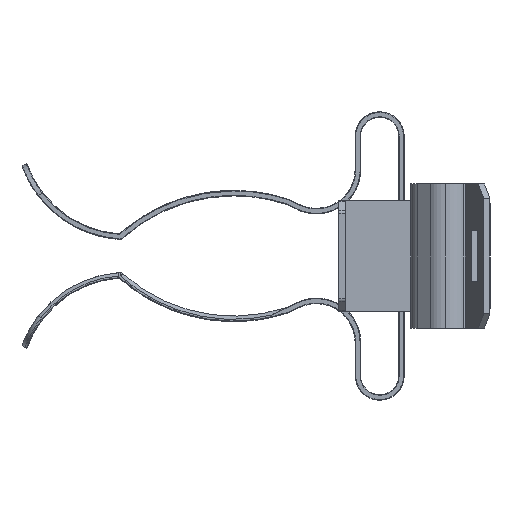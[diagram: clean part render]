
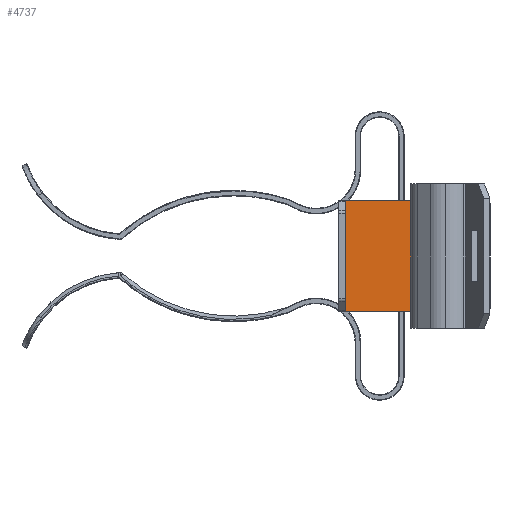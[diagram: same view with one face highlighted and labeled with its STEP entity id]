
A CAD part, left-side view. The second image highlights one B-rep face of the part: STEP entity #4737.
In plain terms, the highlighted face is planar.
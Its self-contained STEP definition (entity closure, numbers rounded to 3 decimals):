
#247 = DIRECTION ( 'NONE',  ( 1., 0., 0. ) ) ;
#497 = LINE ( 'NONE', #14299, #13430 ) ;
#1663 = VERTEX_POINT ( 'NONE', #10678 ) ;
#1779 = DIRECTION ( 'NONE',  ( 0., 1., 0. ) ) ;
#1817 = VECTOR ( 'NONE', #12135, 1000. ) ;
#1850 = DIRECTION ( 'NONE',  ( 0., 1., 0. ) ) ;
#2376 = AXIS2_PLACEMENT_3D ( 'NONE', #4691, #247, #1779 ) ;
#3290 = EDGE_LOOP ( 'NONE', ( #7642, #13228, #14292, #12339 ) ) ;
#4691 = CARTESIAN_POINT ( 'NONE',  ( 118.012, 104.207, 252.718 ) ) ;
#4737 = ADVANCED_FACE ( 'NONE', ( #8508 ), #6038, .T. ) ;
#5063 = CARTESIAN_POINT ( 'NONE',  ( 118.012, 104.207, 262.718 ) ) ;
#5499 = CARTESIAN_POINT ( 'NONE',  ( 118.012, 98.307, 252.718 ) ) ;
#5970 = VERTEX_POINT ( 'NONE', #6492 ) ;
#6038 = PLANE ( 'NONE',  #2376 ) ;
#6492 = CARTESIAN_POINT ( 'NONE',  ( 118.012, 104.207, 262.718 ) ) ;
#6725 = VECTOR ( 'NONE', #6782, 1000. ) ;
#6782 = DIRECTION ( 'NONE',  ( 0., 0., 1. ) ) ;
#6934 = EDGE_CURVE ( 'NONE', #8623, #5970, #14872, .T. ) ;
#7097 = EDGE_CURVE ( 'NONE', #1663, #15031, #497, .T. ) ;
#7642 = ORIENTED_EDGE ( 'NONE', *, *, #8283, .F. ) ;
#7650 = CARTESIAN_POINT ( 'NONE',  ( 118.012, 104.207, 237.257 ) ) ;
#8283 = EDGE_CURVE ( 'NONE', #5970, #15031, #8911, .T. ) ;
#8508 = FACE_OUTER_BOUND ( 'NONE', #3290, .T. ) ;
#8623 = VERTEX_POINT ( 'NONE', #16452 ) ;
#8911 = LINE ( 'NONE', #7650, #11403 ) ;
#9835 = LINE ( 'NONE', #5499, #6725 ) ;
#10678 = CARTESIAN_POINT ( 'NONE',  ( 118.012, 98.307, 252.718 ) ) ;
#11153 = CARTESIAN_POINT ( 'NONE',  ( 118.012, 104.207, 252.718 ) ) ;
#11403 = VECTOR ( 'NONE', #17380, 1000. ) ;
#12135 = DIRECTION ( 'NONE',  ( 0., 1., 0. ) ) ;
#12339 = ORIENTED_EDGE ( 'NONE', *, *, #7097, .T. ) ;
#13228 = ORIENTED_EDGE ( 'NONE', *, *, #6934, .F. ) ;
#13430 = VECTOR ( 'NONE', #1850, 1000. ) ;
#14292 = ORIENTED_EDGE ( 'NONE', *, *, #15106, .F. ) ;
#14299 = CARTESIAN_POINT ( 'NONE',  ( 118.012, 98.307, 252.718 ) ) ;
#14872 = LINE ( 'NONE', #5063, #1817 ) ;
#15031 = VERTEX_POINT ( 'NONE', #11153 ) ;
#15106 = EDGE_CURVE ( 'NONE', #1663, #8623, #9835, .T. ) ;
#16452 = CARTESIAN_POINT ( 'NONE',  ( 118.012, 98.307, 262.718 ) ) ;
#17380 = DIRECTION ( 'NONE',  ( 0., 0., -1. ) ) ;
